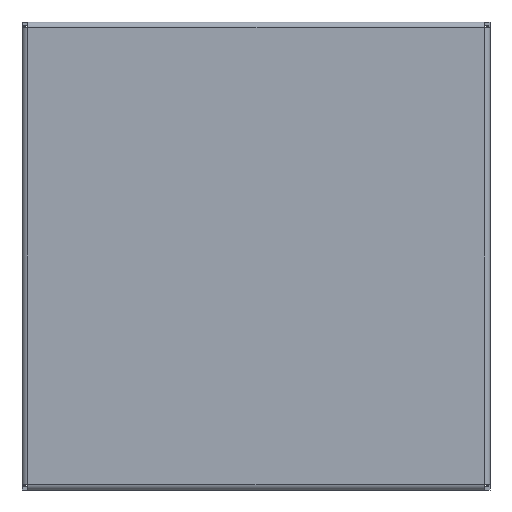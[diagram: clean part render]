
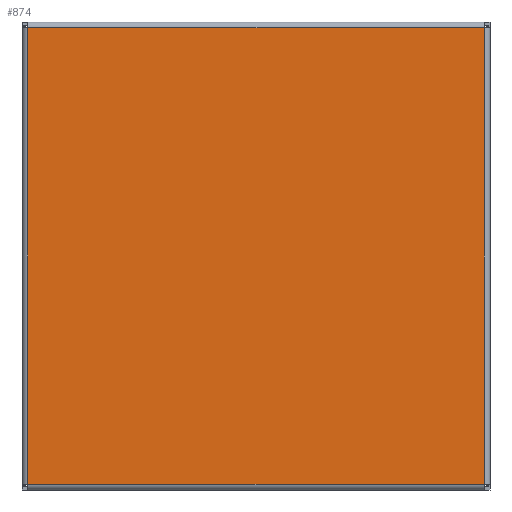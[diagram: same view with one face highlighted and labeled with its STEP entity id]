
A CAD part, front view. The second image highlights one B-rep face of the part: STEP entity #874.
In plain terms, the highlighted planar face has unit normal (0, -1, 0).
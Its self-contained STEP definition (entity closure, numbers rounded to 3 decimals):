
#335=DIRECTION('',(-1.,0.,0.));
#336=VECTOR('',#335,231.);
#337=CARTESIAN_POINT('',(115.5,0.,115.5));
#338=LINE('',#337,#336);
#411=DIRECTION('',(1.,0.,0.));
#412=VECTOR('',#411,231.);
#413=CARTESIAN_POINT('',(-115.5,0.,-115.5));
#414=LINE('',#413,#412);
#451=DIRECTION('',(0.,0.,1.));
#452=VECTOR('',#451,231.);
#453=CARTESIAN_POINT('',(115.5,0.,-115.5));
#454=LINE('',#453,#452);
#631=DIRECTION('',(0.,0.,-1.));
#632=VECTOR('',#631,231.);
#633=CARTESIAN_POINT('',(-115.5,0.,115.5));
#634=LINE('',#633,#632);
#747=CARTESIAN_POINT('',(115.5,0.,115.5));
#748=CARTESIAN_POINT('',(-115.5,0.,115.5));
#749=VERTEX_POINT('',#747);
#750=VERTEX_POINT('',#748);
#751=CARTESIAN_POINT('',(115.5,0.,-115.5));
#752=VERTEX_POINT('',#751);
#753=CARTESIAN_POINT('',(-115.5,0.,-115.5));
#754=VERTEX_POINT('',#753);
#859=CARTESIAN_POINT('',(0.,0.,0.));
#860=DIRECTION('',(0.,1.,0.));
#861=DIRECTION('',(1.,0.,0.));
#862=AXIS2_PLACEMENT_3D('',#859,#860,#861);
#863=PLANE('',#862);
#865=ORIENTED_EDGE('',*,*,#864,.F.);
#867=ORIENTED_EDGE('',*,*,#866,.F.);
#869=ORIENTED_EDGE('',*,*,#868,.F.);
#871=ORIENTED_EDGE('',*,*,#870,.F.);
#872=EDGE_LOOP('',(#865,#867,#869,#871));
#873=FACE_OUTER_BOUND('',#872,.F.);
#864=EDGE_CURVE('',#749,#750,#338,.T.);
#866=EDGE_CURVE('',#752,#749,#454,.T.);
#868=EDGE_CURVE('',#754,#752,#414,.T.);
#870=EDGE_CURVE('',#750,#754,#634,.T.);
#874=ADVANCED_FACE('',(#873),#863,.F.);
